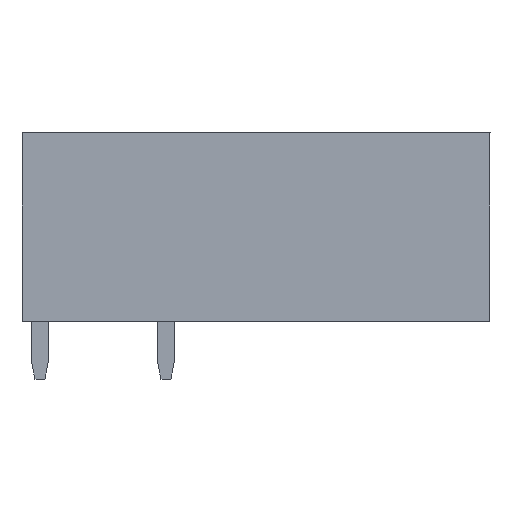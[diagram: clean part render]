
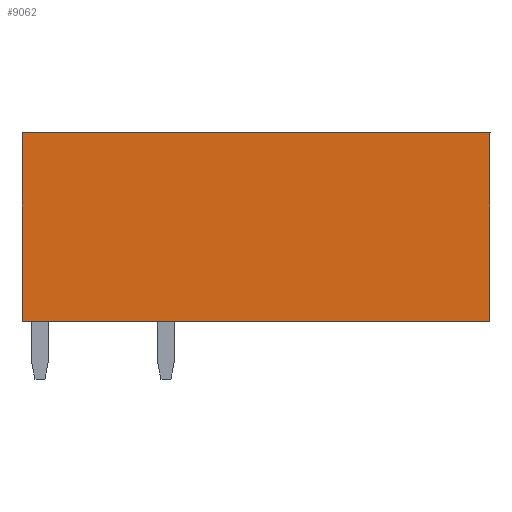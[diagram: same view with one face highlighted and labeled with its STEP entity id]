
A CAD part, left-side view. The second image highlights one B-rep face of the part: STEP entity #9062.
In plain terms, the highlighted planar face has unit normal (-1, 0, 0).
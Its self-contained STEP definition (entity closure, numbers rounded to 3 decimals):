
#9054=AXIS2_PLACEMENT_3D('Plane Axis2P3D',#9051,#9052,#9053) ;
#273=CARTESIAN_POINT('Vertex',(0.,28.3,3.5)) ;
#276=CARTESIAN_POINT('Line Origine',(0.,28.3,9.2)) ;
#280=CARTESIAN_POINT('Vertex',(0.,28.3,14.9)) ;
#579=CARTESIAN_POINT('Vertex',(0.,0.,3.5)) ;
#582=CARTESIAN_POINT('Line Origine',(0.,14.15,3.5)) ;
#803=CARTESIAN_POINT('Vertex',(0.,0.,14.9)) ;
#806=CARTESIAN_POINT('Line Origine',(0.,0.,9.2)) ;
#2622=CARTESIAN_POINT('Line Origine',(0.,14.15,14.9)) ;
#9051=CARTESIAN_POINT('Axis2P3D Location',(0.,0.,14.9)) ;
#277=DIRECTION('Vector Direction',(0.,0.,-1.)) ;
#583=DIRECTION('Vector Direction',(0.,1.,0.)) ;
#807=DIRECTION('Vector Direction',(0.,0.,-1.)) ;
#2623=DIRECTION('Vector Direction',(0.,1.,0.)) ;
#9052=DIRECTION('Axis2P3D Direction',(1.,-0.,0.)) ;
#9053=DIRECTION('Axis2P3D XDirection',(0.,0.,-1.)) ;
#278=VECTOR('Line Direction',#277,1.) ;
#584=VECTOR('Line Direction',#583,1.) ;
#808=VECTOR('Line Direction',#807,1.) ;
#2624=VECTOR('Line Direction',#2623,1.) ;
#9057=ORIENTED_EDGE('',*,*,#282,.T.) ;
#9058=ORIENTED_EDGE('',*,*,#586,.F.) ;
#9059=ORIENTED_EDGE('',*,*,#810,.F.) ;
#9060=ORIENTED_EDGE('',*,*,#2626,.T.) ;
#9062=ADVANCED_FACE('HOUSING',(#9061),#9055,.F.) ;
#282=EDGE_CURVE('',#281,#274,#279,.T.) ;
#586=EDGE_CURVE('',#580,#274,#585,.T.) ;
#810=EDGE_CURVE('',#804,#580,#809,.T.) ;
#2626=EDGE_CURVE('',#804,#281,#2625,.T.) ;
#9056=EDGE_LOOP('',(#9057,#9058,#9059,#9060)) ;
#9061=FACE_OUTER_BOUND('',#9056,.T.) ;
#279=LINE('Line',#276,#278) ;
#585=LINE('Line',#582,#584) ;
#809=LINE('Line',#806,#808) ;
#2625=LINE('Line',#2622,#2624) ;
#9055=PLANE('',#9054) ;
#274=VERTEX_POINT('',#273) ;
#281=VERTEX_POINT('',#280) ;
#580=VERTEX_POINT('',#579) ;
#804=VERTEX_POINT('',#803) ;
